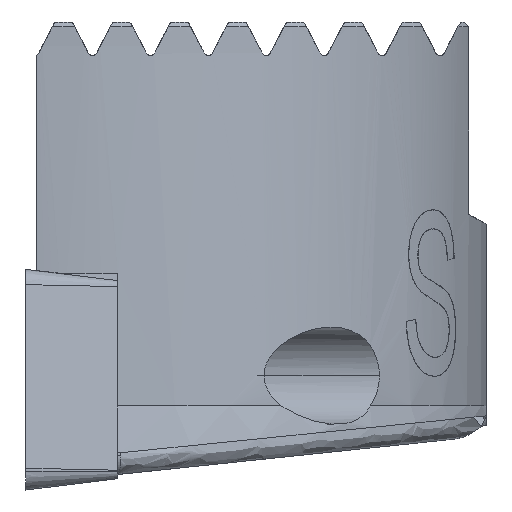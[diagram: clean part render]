
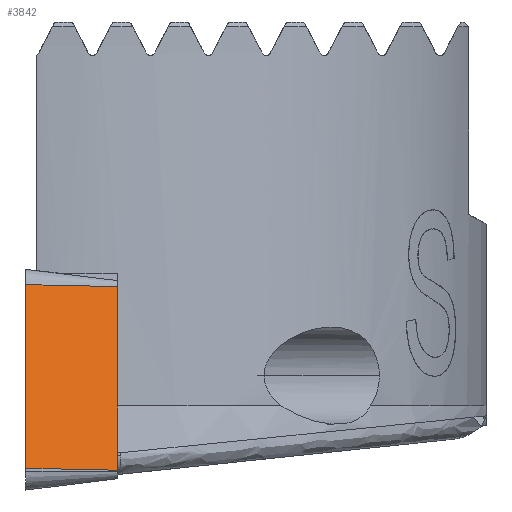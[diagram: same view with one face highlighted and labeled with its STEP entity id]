
A CAD part, left-side view. The second image highlights one B-rep face of the part: STEP entity #3842.
In plain terms, the highlighted planar face has unit normal (-0.978, -0.122, 0.172).
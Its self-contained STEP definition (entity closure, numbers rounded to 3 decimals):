
#1950=VERTEX_POINT('NONE',#4981);
#1984=EDGE_CURVE('NONE',#2136,#1950,#5016,.T.);
#2136=VERTEX_POINT('NONE',#5183);
#2310=VERTEX_POINT('NONE',#5369);
#2476=EDGE_CURVE('NONE',#2310,#1950,#5547,.T.);
#2656=VERTEX_POINT('NONE',#5741);
#2960=EDGE_CURVE('NONE',#2656,#2136,#6069,.T.);
#3842=ADVANCED_FACE('NONE',(#7048),#7049,.T.);
#3972=EDGE_CURVE('NONE',#2310,#2656,#7190,.T.);
#4981=CARTESIAN_POINT('',(1.486,0.,8.864));
#5016=LINE('',#8875,#8876);
#5183=CARTESIAN_POINT('',(0.089,0.,0.939));
#5369=CARTESIAN_POINT('',(1.966,-3.97,8.779));
#5547=LINE('',#10222,#10223);
#5741=CARTESIAN_POINT('',(0.569,-3.97,0.854));
#6069=LINE('',#11431,#11432);
#7048=FACE_OUTER_BOUND('',#14255,.T.);
#7049=PLANE('',#14256);
#7190=LINE('',#14609,#14610);
#8875=CARTESIAN_POINT('',(0.089,0.,0.939));
#8876=VECTOR('',#16537,1000.0);
#10222=CARTESIAN_POINT('',(1.486,0.,8.864));
#10223=VECTOR('',#17040,1000.0);
#11431=CARTESIAN_POINT('',(0.089,0.,0.939));
#11432=VECTOR('',#17582,1000.0);
#14255=EDGE_LOOP('',(#18712,#18713,#18714,#18715));
#14256=AXIS2_PLACEMENT_3D('',#18716,#18717,#18718);
#14609=CARTESIAN_POINT('',(0.569,-3.97,0.854));
#14610=VECTOR('',#18843,1000.0);
#16537=DIRECTION('',(0.174,0.,0.985));
#17040=DIRECTION('',(-0.12,0.993,0.021));
#17582=DIRECTION('',(-0.12,0.993,0.021));
#18712=ORIENTED_EDGE('',*,*,#3972,.F.);
#18713=ORIENTED_EDGE('',*,*,#2476,.T.);
#18714=ORIENTED_EDGE('',*,*,#1984,.F.);
#18715=ORIENTED_EDGE('',*,*,#2960,.F.);
#18716=CARTESIAN_POINT('',(0.089,0.,0.939));
#18717=DIRECTION('',(-0.977,-0.122,0.172));
#18718=DIRECTION('',(-0.174,0.,-0.985));
#18843=DIRECTION('',(-0.174,0.,-0.985));
